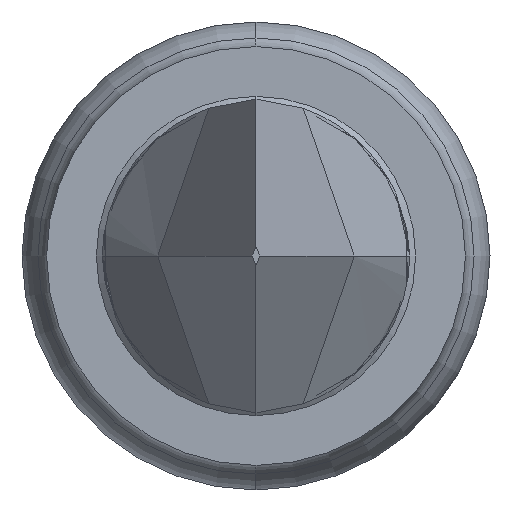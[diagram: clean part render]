
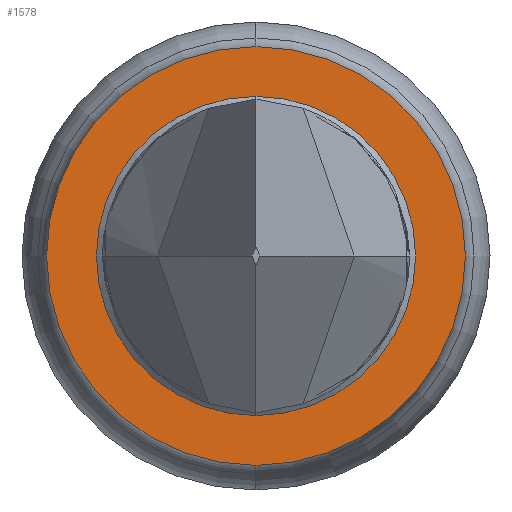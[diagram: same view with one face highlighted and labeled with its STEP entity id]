
A CAD part, left-side view. The second image highlights one B-rep face of the part: STEP entity #1578.
In plain terms, the highlighted planar face has unit normal (-1, 0, 0).
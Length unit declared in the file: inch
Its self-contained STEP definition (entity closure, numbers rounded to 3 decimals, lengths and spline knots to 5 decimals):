
#94 = CIRCLE ( 'NONE', #269, 0.0105 ) ;
#107 = EDGE_LOOP ( 'NONE', ( #335, #1511 ) ) ;
#109 = EDGE_CURVE ( 'NONE', #677, #1122, #245, .T. ) ;
#216 = AXIS2_PLACEMENT_3D ( 'NONE', #1611, #1709, #1392 ) ;
#245 = CIRCLE ( 'NONE', #861, 0.0105 ) ;
#269 = AXIS2_PLACEMENT_3D ( 'NONE', #1331, #543, #1464 ) ;
#305 = EDGE_CURVE ( 'NONE', #561, #569, #1321, .T. ) ;
#335 = ORIENTED_EDGE ( 'NONE', *, *, #700, .F. ) ;
#502 = CARTESIAN_POINT ( 'NONE',  ( 0., 0., 0. ) ) ;
#510 = EDGE_CURVE ( 'NONE', #569, #561, #1041, .T. ) ;
#541 = DIRECTION ( 'NONE',  ( -1., 0., 0. ) ) ;
#543 = DIRECTION ( 'NONE',  ( -1., 0., 0. ) ) ;
#558 = DIRECTION ( 'NONE',  ( 0., -1., 0. ) ) ;
#561 = VERTEX_POINT ( 'NONE', #1706 ) ;
#569 = VERTEX_POINT ( 'NONE', #739 ) ;
#676 = CARTESIAN_POINT ( 'NONE',  ( 0., 0., -0.0105 ) ) ;
#677 = VERTEX_POINT ( 'NONE', #678 ) ;
#678 = CARTESIAN_POINT ( 'NONE',  ( 0., 0., 0.0105 ) ) ;
#700 = EDGE_CURVE ( 'NONE', #1122, #677, #94, .T. ) ;
#712 = AXIS2_PLACEMENT_3D ( 'NONE', #814, #877, #884 ) ;
#739 = CARTESIAN_POINT ( 'NONE',  ( 0., 0., -0.01378 ) ) ;
#814 = CARTESIAN_POINT ( 'NONE',  ( 0., 0.0129, 0. ) ) ;
#843 = FACE_BOUND ( 'NONE', #107, .T. ) ;
#861 = AXIS2_PLACEMENT_3D ( 'NONE', #502, #541, #558 ) ;
#877 = DIRECTION ( 'NONE',  ( -1., 0., 0. ) ) ;
#884 = DIRECTION ( 'NONE',  ( 0., 0., 1. ) ) ;
#922 = ORIENTED_EDGE ( 'NONE', *, *, #510, .T. ) ;
#1039 = CARTESIAN_POINT ( 'NONE',  ( 0., 0., 0. ) ) ;
#1041 = CIRCLE ( 'NONE', #216, 0.01378 ) ;
#1044 = DIRECTION ( 'NONE',  ( -1., 0., 0. ) ) ;
#1070 = DIRECTION ( 'NONE',  ( 0., 0., 1. ) ) ;
#1122 = VERTEX_POINT ( 'NONE', #676 ) ;
#1144 = FACE_OUTER_BOUND ( 'NONE', #1147, .T. ) ;
#1147 = EDGE_LOOP ( 'NONE', ( #1271, #922 ) ) ;
#1271 = ORIENTED_EDGE ( 'NONE', *, *, #305, .T. ) ;
#1321 = CIRCLE ( 'NONE', #1722, 0.01378 ) ;
#1331 = CARTESIAN_POINT ( 'NONE',  ( 0., 0., 0. ) ) ;
#1392 = DIRECTION ( 'NONE',  ( 0., 0., 1. ) ) ;
#1464 = DIRECTION ( 'NONE',  ( 0., -1., 0. ) ) ;
#1511 = ORIENTED_EDGE ( 'NONE', *, *, #109, .F. ) ;
#1539 = PLANE ( 'NONE',  #712 ) ;
#1578 = ADVANCED_FACE ( 'NONE', ( #843, #1144 ), #1539, .T. ) ;
#1611 = CARTESIAN_POINT ( 'NONE',  ( 0., 0., 0. ) ) ;
#1706 = CARTESIAN_POINT ( 'NONE',  ( 0., 0., 0.01378 ) ) ;
#1709 = DIRECTION ( 'NONE',  ( -1., 0., 0. ) ) ;
#1722 = AXIS2_PLACEMENT_3D ( 'NONE', #1039, #1044, #1070 ) ;
